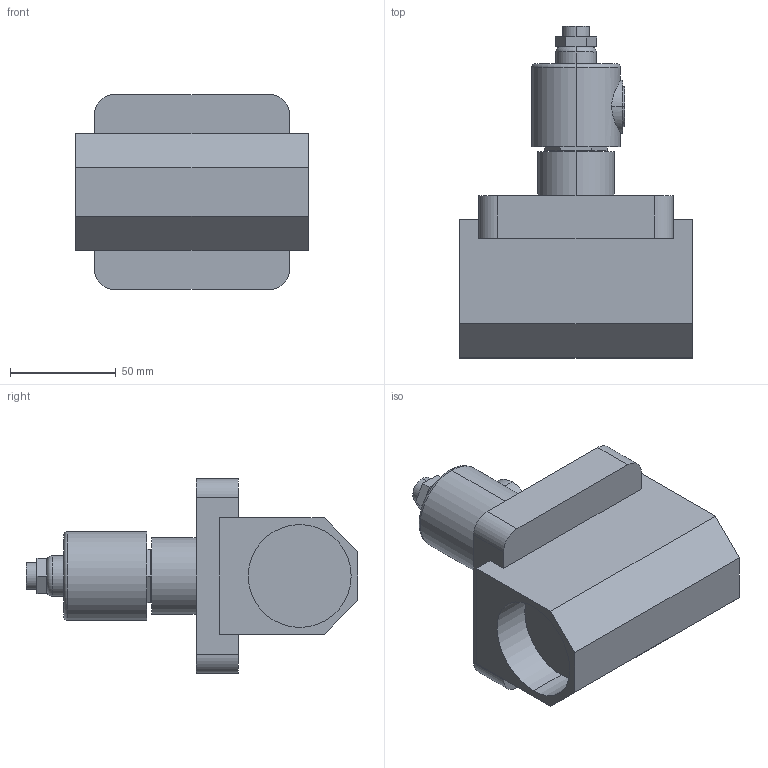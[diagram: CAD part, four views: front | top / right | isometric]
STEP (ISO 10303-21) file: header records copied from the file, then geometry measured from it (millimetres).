
FILE_DESCRIPTION (( 'STEP AP214' ), '1' );
FILE_NAME ('YS212B-H.STEP', '2025-09-08T06:43:39', ( '' ), ( '' ), 'SwSTEP 2.0', 'SolidWorks 2024', '' );
FILE_SCHEMA (( 'AUTOMOTIVE_DESIGN' ));
Length unit declared in the file: millimetre
Products named in the file (3): AS302B_AS302B; YS212B-H; ZS212_6H
Assembly tree (2 placements, depth 2):
  YS212B-H
    ZS212_6H
    AS302B_AS302B
Bounding box: 110 x 156.8 x 92 mm (x, y, z)
Volume: 503640.4 mm3; surface area: 60897 mm2
Topology: 2 solids, 2 shells, 77 faces, 174 edges, 112 vertices
Faces by surface type: plane 47, cylinder 26, torus 4
Entity records: 2336 total; most frequent: CARTESIAN_POINT 466, DIRECTION 398, ORIENTED_EDGE 348, EDGE_CURVE 174, AXIS2_PLACEMENT_3D 144, VERTEX_POINT 112, VECTOR 110, LINE 110
